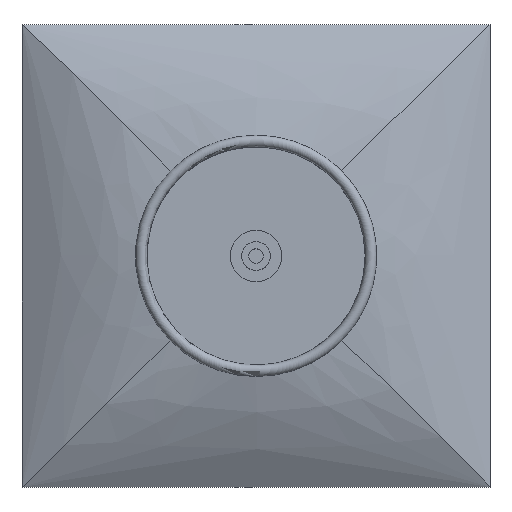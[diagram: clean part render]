
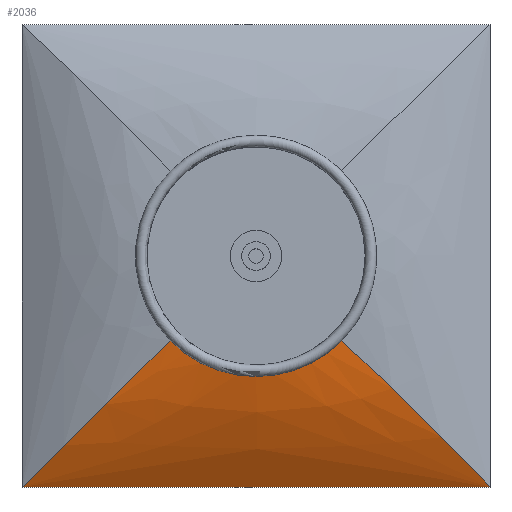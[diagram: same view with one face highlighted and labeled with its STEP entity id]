
A CAD part, top view. The second image highlights one B-rep face of the part: STEP entity #2036.
In plain terms, the highlighted free-form (B-spline) face has degree [3, 3] with [9, 4] control points.
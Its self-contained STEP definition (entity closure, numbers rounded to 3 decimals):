
#2 = CARTESIAN_POINT ( 'NONE',  ( 30.563, -40.25, 5. ) ) ;
#17 = CARTESIAN_POINT ( 'NONE',  ( -11.824, -17.52, 14. ) ) ;
#114 = AXIS2_PLACEMENT_3D ( 'NONE', #2181, #2169, #1975 ) ;
#321 = CARTESIAN_POINT ( 'NONE',  ( 10.522, -26.615, 12.635 ) ) ;
#330 = VECTOR ( 'NONE', #546, 1000. ) ;
#334 = CARTESIAN_POINT ( 'NONE',  ( -23.993, -32.35, 9.608 ) ) ;
#338 = CARTESIAN_POINT ( 'NONE',  ( -14.941, -14.757, 14. ) ) ;
#406 = B_SPLINE_CURVE_WITH_KNOTS ( 'NONE', 3,
 ( #3440, #477, #3387, #3179 ),
 .UNSPECIFIED., .F., .F.,
 ( 4, 4 ),
 ( 0., 1. ),
 .UNSPECIFIED. ) ;
#477 = CARTESIAN_POINT ( 'NONE',  ( 23.79, -23.009, 12.635 ) ) ;
#546 = DIRECTION ( 'NONE',  ( 1., 0., 0. ) ) ;
#561 = CARTESIAN_POINT ( 'NONE',  ( -40.75, -40.25, 5. ) ) ;
#598 = ORIENTED_EDGE ( 'NONE', *, *, #661, .T. ) ;
#619 = CARTESIAN_POINT ( 'NONE',  ( 32.47, -31.429, 9.608 ) ) ;
#624 = EDGE_CURVE ( 'NONE', #2298, #1800, #2390, .T. ) ;
#626 = CARTESIAN_POINT ( 'NONE',  ( 16.979, -40.25, 5. ) ) ;
#641 = CARTESIAN_POINT ( 'NONE',  ( -13.967, -15.743, 14. ) ) ;
#650 = EDGE_CURVE ( 'NONE', #2458, #1800, #406, .T. ) ;
#661 = EDGE_CURVE ( 'NONE', #2458, #2771, #1189, .T. ) ;
#666 = EDGE_CURVE ( 'NONE', #2771, #2298, #2357, .T. ) ;
#939 = CARTESIAN_POINT ( 'NONE',  ( 13.967, -15.743, 14. ) ) ;
#957 = CARTESIAN_POINT ( 'NONE',  ( 0.246, -27.542, 12.635 ) ) ;
#969 = CARTESIAN_POINT ( 'NONE',  ( -29.235, -31.758, 9.608 ) ) ;
#1189 = CIRCLE ( 'NONE', #114, 21. ) ;
#1254 = CARTESIAN_POINT ( 'NONE',  ( 29.882, -31.758, 9.608 ) ) ;
#1262 = CARTESIAN_POINT ( 'NONE',  ( 0., -40.25, 5. ) ) ;
#1272 = CARTESIAN_POINT ( 'NONE',  ( -14.941, -14.757, 14. ) ) ;
#1534 = CARTESIAN_POINT ( 'NONE',  ( 11.824, -17.52, 14. ) ) ;
#1549 = CARTESIAN_POINT ( 'NONE',  ( -10.031, -26.615, 12.635 ) ) ;
#1559 = CARTESIAN_POINT ( 'NONE',  ( -31.824, -31.429, 9.608 ) ) ;
#1627 = FACE_OUTER_BOUND ( 'NONE', #3065, .T. ) ;
#1678 = CARTESIAN_POINT ( 'NONE',  ( -40.75, -40.25, 5. ) ) ;
#1690 = CARTESIAN_POINT ( 'NONE',  ( -31.824, -31.429, 9.608 ) ) ;
#1793 = CARTESIAN_POINT ( 'NONE',  ( 24.639, -32.35, 9.608 ) ) ;
#1800 = VERTEX_POINT ( 'NONE', #2948 ) ;
#1807 = CARTESIAN_POINT ( 'NONE',  ( -16.979, -40.25, 5. ) ) ;
#1816 = ORIENTED_EDGE ( 'NONE', *, *, #650, .F. ) ;
#1949 = CARTESIAN_POINT ( 'NONE',  ( -14.941, -14.757, 14. ) ) ;
#1964 = CARTESIAN_POINT ( 'NONE',  ( -23.298, -23.009, 12.635 ) ) ;
#1975 = DIRECTION ( 'NONE',  ( -1., 0., 0. ) ) ;
#2036 = ADVANCED_FACE ( 'NONE', ( #1627 ), #3106, .T. ) ;
#2038 = CARTESIAN_POINT ( 'NONE',  ( 23.79, -23.009, 12.635 ) ) ;
#2049 = CARTESIAN_POINT ( 'NONE',  ( 6.925, -20.167, 14. ) ) ;
#2056 = CARTESIAN_POINT ( 'NONE',  ( -17.824, -24.851, 12.635 ) ) ;
#2169 = DIRECTION ( 'NONE',  ( 0., 0., -1. ) ) ;
#2181 = CARTESIAN_POINT ( 'NONE',  ( 0., 0., 14. ) ) ;
#2298 = VERTEX_POINT ( 'NONE', #3095 ) ;
#2299 = CARTESIAN_POINT ( 'NONE',  ( 13.951, -33.233, 9.608 ) ) ;
#2309 = CARTESIAN_POINT ( 'NONE',  ( -30.562, -40.25, 5. ) ) ;
#2337 = ORIENTED_EDGE ( 'NONE', *, *, #624, .T. ) ;
#2357 = B_SPLINE_CURVE_WITH_KNOTS ( 'NONE', 3,
 ( #1949, #1964, #1690, #1678 ),
 .UNSPECIFIED., .F., .F.,
 ( 4, 4 ),
 ( 0., 1. ),
 .UNSPECIFIED. ) ;
#2390 = LINE ( 'NONE', #561, #330 ) ;
#2458 = VERTEX_POINT ( 'NONE', #2621 ) ;
#2528 = CARTESIAN_POINT ( 'NONE',  ( 40.75, -40.25, 5. ) ) ;
#2538 = CARTESIAN_POINT ( 'NONE',  ( 0., -21.557, 14. ) ) ;
#2544 = CARTESIAN_POINT ( 'NONE',  ( -21.517, -23.666, 12.635 ) ) ;
#2621 = CARTESIAN_POINT ( 'NONE',  ( 14.941, -14.757, 14. ) ) ;
#2759 = CARTESIAN_POINT ( 'NONE',  ( 22.009, -23.666, 12.635 ) ) ;
#2765 = CARTESIAN_POINT ( 'NONE',  ( 0.323, -33.696, 9.608 ) ) ;
#2771 = VERTEX_POINT ( 'NONE', #338 ) ;
#2777 = CARTESIAN_POINT ( 'NONE',  ( -37.354, -40.25, 5. ) ) ;
#2948 = CARTESIAN_POINT ( 'NONE',  ( 40.75, -40.25, 5. ) ) ;
#3020 = CARTESIAN_POINT ( 'NONE',  ( 37.354, -40.25, 5. ) ) ;
#3034 = CARTESIAN_POINT ( 'NONE',  ( -6.925, -20.167, 14. ) ) ;
#3044 = CARTESIAN_POINT ( 'NONE',  ( -23.298, -23.009, 12.635 ) ) ;
#3065 = EDGE_LOOP ( 'NONE', ( #598, #3175, #2337, #1816 ) ) ;
#3095 = CARTESIAN_POINT ( 'NONE',  ( -40.75, -40.25, 5. ) ) ;
#3106 = B_SPLINE_SURFACE_WITH_KNOTS ( 'NONE', 3, 3, ( 
 ( #3266, #2038, #619, #2528 ),
 ( #939, #2759, #1254, #3020 ),
 ( #1534, #3279, #1793, #2 ),
 ( #2049, #321, #2299, #626 ),
 ( #2538, #957, #2765, #1262 ),
 ( #3034, #1549, #3285, #1807 ),
 ( #17, #2056, #334, #2309 ),
 ( #641, #2544, #969, #2777 ),
 ( #1272, #3044, #1559, #3298 ) ),
 .UNSPECIFIED., .F., .F., .F.,
 ( 4, 1, 1, 1, 1, 1, 4 ),
 ( 4, 4 ),
 ( 0., 0.125, 0.25, 0.5, 0.75, 0.875, 1. ),
 ( 0., 1. ),
 .UNSPECIFIED. ) ;
#3175 = ORIENTED_EDGE ( 'NONE', *, *, #666, .T. ) ;
#3179 = CARTESIAN_POINT ( 'NONE',  ( 40.75, -40.25, 5. ) ) ;
#3266 = CARTESIAN_POINT ( 'NONE',  ( 14.941, -14.757, 14. ) ) ;
#3279 = CARTESIAN_POINT ( 'NONE',  ( 18.316, -24.851, 12.635 ) ) ;
#3285 = CARTESIAN_POINT ( 'NONE',  ( -13.305, -33.233, 9.608 ) ) ;
#3298 = CARTESIAN_POINT ( 'NONE',  ( -40.75, -40.25, 5. ) ) ;
#3387 = CARTESIAN_POINT ( 'NONE',  ( 32.47, -31.429, 9.608 ) ) ;
#3440 = CARTESIAN_POINT ( 'NONE',  ( 14.941, -14.757, 14. ) ) ;
